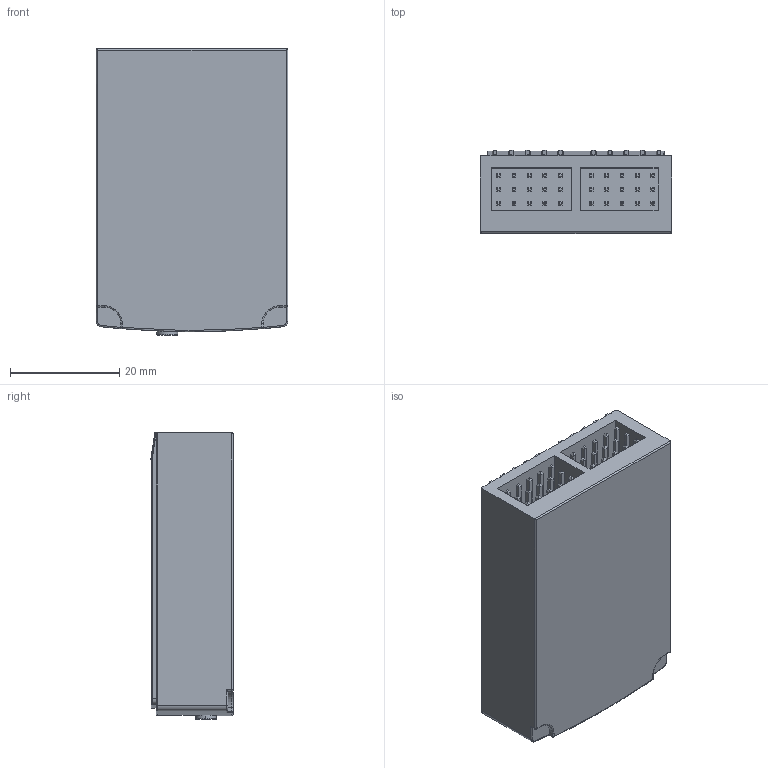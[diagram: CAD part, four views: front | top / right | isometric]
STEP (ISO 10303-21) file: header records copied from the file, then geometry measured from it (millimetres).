
FILE_DESCRIPTION((''),'2;1');
FILE_NAME('RX','2012-08-01T',('Wilfred swinkels'),(''),'PRO/ENGINEER BY PARAMETRIC TECHNOLOGY CORPORATION, 2010480','PRO/ENGINEER BY PARAMETRIC TECHNOLOGY CORPORATION, 2010480','');
FILE_SCHEMA(('CONFIG_CONTROL_DESIGN'));
Length unit declared in the file: millimetre
Products named in the file (1): RX
Bounding box: 35 x 15.11 x 52.39 mm (x, y, z)
Volume: 8362.9 mm3; surface area: 13384.3 mm2
Topology: 1 solids, 2 shells, 442 faces, 1015 edges, 611 vertices
Faces by surface type: plane 390, cylinder 30, torus 10, bspline 5, sphere 4, extrusion 3
Entity records: 12265 total; most frequent: CARTESIAN_POINT 2366, ORIENTED_EDGE 2030, DIRECTION 1922, EDGE_CURVE 1015, VECTOR 926, LINE 923, VERTEX_POINT 611, AXIS2_PLACEMENT_3D 498
